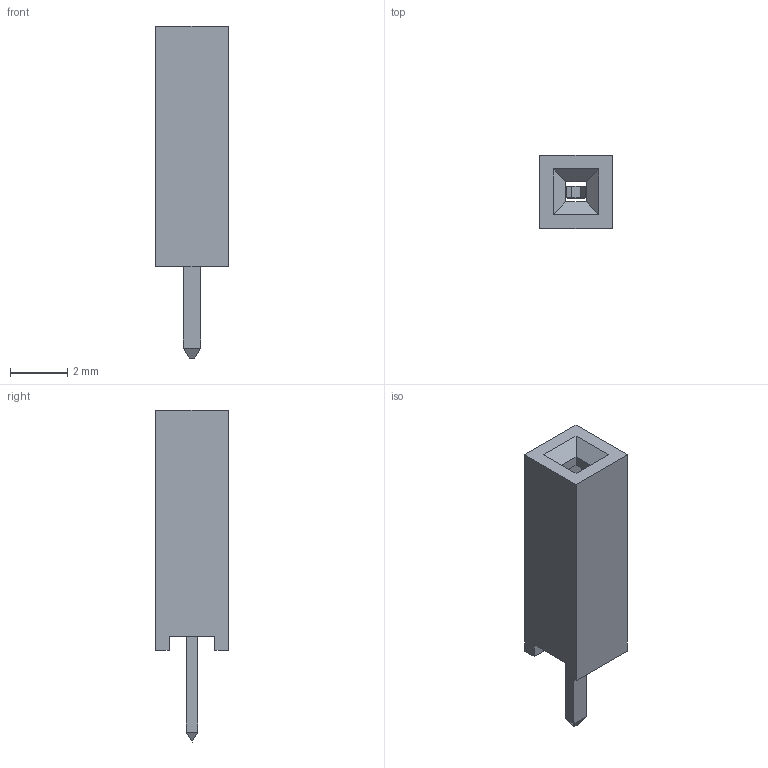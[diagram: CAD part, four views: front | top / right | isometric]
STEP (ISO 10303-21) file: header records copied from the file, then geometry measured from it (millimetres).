
FILE_DESCRIPTION (( 'STEP AP214' ), '1' );
FILE_NAME ('5757CE9D-80A4-4A23-82B3-2DBAD47A4922.STEP', '2023-10-30T08:37:15', ( '' ), ( '' ), 'SwSTEP 2.0', 'SolidWorks 2022', '' );
FILE_SCHEMA (( 'AUTOMOTIVE_DESIGN' ));
Length unit declared in the file: millimetre
Products named in the file (1): 5757CE9D-80A4-4A23-82B3-2DBAD47A4922
Bounding box: 2.54 x 2.54 x 11.6 mm (x, y, z)
Volume: 32.3 mm3; surface area: 191 mm2
Topology: 2 solids, 2 shells, 43 faces, 109 edges, 70 vertices
Faces by surface type: plane 41, cylinder 2
Entity records: 1310 total; most frequent: CARTESIAN_POINT 223, ORIENTED_EDGE 218, DIRECTION 201, EDGE_CURVE 109, LINE 105, VECTOR 105, VERTEX_POINT 70, AXIS2_PLACEMENT_3D 48
